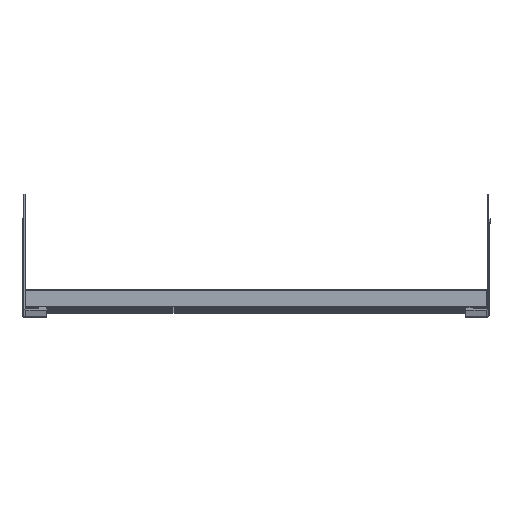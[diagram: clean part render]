
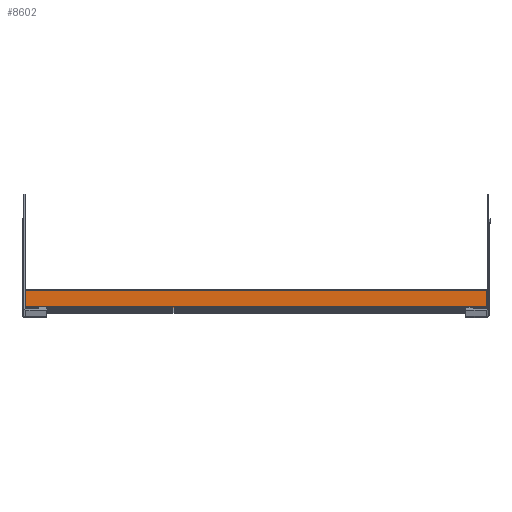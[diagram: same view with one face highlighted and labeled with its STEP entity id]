
A CAD part, top view. The second image highlights one B-rep face of the part: STEP entity #8602.
In plain terms, the highlighted planar face has unit normal (0, 0, 1).
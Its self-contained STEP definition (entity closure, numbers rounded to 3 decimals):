
#1255 = CARTESIAN_POINT ( 'NONE',  ( 1., -19.309, 1377.21 ) ) ;
#1269 = DIRECTION ( 'NONE',  ( -1., 0., 0. ) ) ;
#1280 = CARTESIAN_POINT ( 'NONE',  ( -384.8, -19.309, 1377.21 ) ) ;
#1281 = DIRECTION ( 'NONE',  ( 0., 1., 0. ) ) ;
#1286 = CARTESIAN_POINT ( 'NONE',  ( 1., -18.709, 1377.21 ) ) ;
#1287 = DIRECTION ( 'NONE',  ( 1., 0., 0. ) ) ;
#1292 = CARTESIAN_POINT ( 'NONE',  ( 1., -19.309, 1377.21 ) ) ;
#1293 = DIRECTION ( 'NONE',  ( -1., 0., 0. ) ) ;
#1294 = CARTESIAN_POINT ( 'NONE',  ( -378., -19.309, 1377.21 ) ) ;
#1296 = DIRECTION ( 'NONE',  ( 0., -1., 0. ) ) ;
#1896 = FACE_OUTER_BOUND ( 'NONE', #9189, .T. ) ;
#3317 = EDGE_CURVE ( 'NONE', #6291, #6298, #9760, .T. ) ;
#3326 = EDGE_CURVE ( 'NONE', #6293, #6298, #9772, .T. ) ;
#3335 = EDGE_CURVE ( 'NONE', #6300, #6301, #9796, .T. ) ;
#3341 = EDGE_CURVE ( 'NONE', #6293, #6300, #9808, .T. ) ;
#3347 = EDGE_CURVE ( 'NONE', #6283, #6301, #9814, .T. ) ;
#3559 = EDGE_CURVE ( 'NONE', #6289, #6283, #9900, .T. ) ;
#3565 = EDGE_CURVE ( 'NONE', #6289, #6294, #9916, .T. ) ;
#3568 = EDGE_CURVE ( 'NONE', #6294, #6295, #9922, .T. ) ;
#3571 = EDGE_CURVE ( 'NONE', #6291, #6296, #9928, .T. ) ;
#3572 = EDGE_CURVE ( 'NONE', #6295, #6296, #9930, .T. ) ;
#4546 = CARTESIAN_POINT ( 'NONE',  ( -396., -19.309, 1377.21 ) ) ;
#4552 = CARTESIAN_POINT ( 'NONE',  ( -384.8, -19.309, 1377.21 ) ) ;
#4554 = CARTESIAN_POINT ( 'NONE',  ( -17.3, -19.309, 1377.21 ) ) ;
#4556 = CARTESIAN_POINT ( 'NONE',  ( 1., -19.309, 1377.21 ) ) ;
#4557 = CARTESIAN_POINT ( 'NONE',  ( -384.8, -18.709, 1377.21 ) ) ;
#4558 = CARTESIAN_POINT ( 'NONE',  ( -378., -18.709, 1377.21 ) ) ;
#4559 = CARTESIAN_POINT ( 'NONE',  ( -378., -19.309, 1377.21 ) ) ;
#4561 = CARTESIAN_POINT ( 'NONE',  ( -10.5, -19.309, 1377.21 ) ) ;
#4563 = CARTESIAN_POINT ( 'NONE',  ( 1., -3.309, 1377.21 ) ) ;
#4564 = CARTESIAN_POINT ( 'NONE',  ( -396., -3.309, 1377.21 ) ) ;
#4738 = ORIENTED_EDGE ( 'NONE', *, *, #3559, .F. ) ;
#4739 = ORIENTED_EDGE ( 'NONE', *, *, #3565, .T. ) ;
#4740 = ORIENTED_EDGE ( 'NONE', *, *, #3568, .T. ) ;
#4741 = ORIENTED_EDGE ( 'NONE', *, *, #3572, .T. ) ;
#4742 = ORIENTED_EDGE ( 'NONE', *, *, #3571, .F. ) ;
#4743 = ORIENTED_EDGE ( 'NONE', *, *, #3317, .T. ) ;
#4744 = ORIENTED_EDGE ( 'NONE', *, *, #3326, .F. ) ;
#4745 = ORIENTED_EDGE ( 'NONE', *, *, #3341, .T. ) ;
#4746 = ORIENTED_EDGE ( 'NONE', *, *, #3335, .T. ) ;
#4747 = ORIENTED_EDGE ( 'NONE', *, *, #3347, .F. ) ;
#5245 = CARTESIAN_POINT ( 'NONE',  ( 1., -19.309, 1377.21 ) ) ;
#5247 = DIRECTION ( 'NONE',  ( 1., 0., 0. ) ) ;
#5254 = CARTESIAN_POINT ( 'NONE',  ( 1., -19.309, 1377.21 ) ) ;
#5264 = DIRECTION ( 'NONE',  ( -1., 0., 0. ) ) ;
#5272 = CARTESIAN_POINT ( 'NONE',  ( -396., -19.309, 1377.21 ) ) ;
#5281 = CARTESIAN_POINT ( 'NONE',  ( 1., -3.309, 1377.21 ) ) ;
#5282 = DIRECTION ( 'NONE',  ( -1., 0., 0. ) ) ;
#5293 = CARTESIAN_POINT ( 'NONE',  ( 1., -19.309, 1377.21 ) ) ;
#5294 = DIRECTION ( 'NONE',  ( 0., 1., 0. ) ) ;
#5306 = DIRECTION ( 'NONE',  ( 0., 1., 0. ) ) ;
#6283 = VERTEX_POINT ( 'NONE', #4546 ) ;
#6289 = VERTEX_POINT ( 'NONE', #4552 ) ;
#6291 = VERTEX_POINT ( 'NONE', #4554 ) ;
#6293 = VERTEX_POINT ( 'NONE', #4556 ) ;
#6294 = VERTEX_POINT ( 'NONE', #4557 ) ;
#6295 = VERTEX_POINT ( 'NONE', #4558 ) ;
#6296 = VERTEX_POINT ( 'NONE', #4559 ) ;
#6298 = VERTEX_POINT ( 'NONE', #4561 ) ;
#6300 = VERTEX_POINT ( 'NONE', #4563 ) ;
#6301 = VERTEX_POINT ( 'NONE', #4564 ) ;
#6468 = AXIS2_PLACEMENT_3D ( 'NONE', #6706, #6715, #6716 ) ;
#6706 = CARTESIAN_POINT ( 'NONE',  ( 1., -19.309, 1377.21 ) ) ;
#6713 = PLANE ( 'NONE',  #6468 ) ;
#6715 = DIRECTION ( 'NONE',  ( 0., 0., 1. ) ) ;
#6716 = DIRECTION ( 'NONE',  ( 0., -1., 0. ) ) ;
#8602 = ADVANCED_FACE ( 'NONE', ( #1896 ), #6713, .T. ) ;
#9189 = EDGE_LOOP ( 'NONE', ( #4738, #4739, #4740, #4741, #4742, #4743, #4744, #4745, #4746, #4747 ) ) ;
#9760 = LINE ( 'NONE', #5245, #9763 ) ;
#9763 = VECTOR ( 'NONE', #5247, 1000. ) ;
#9772 = LINE ( 'NONE', #5254, #9781 ) ;
#9781 = VECTOR ( 'NONE', #5264, 1000. ) ;
#9796 = LINE ( 'NONE', #5281, #9799 ) ;
#9799 = VECTOR ( 'NONE', #5282, 1000. ) ;
#9808 = LINE ( 'NONE', #5293, #9811 ) ;
#9811 = VECTOR ( 'NONE', #5294, 1000. ) ;
#9814 = LINE ( 'NONE', #5272, #9823 ) ;
#9823 = VECTOR ( 'NONE', #5306, 1000. ) ;
#9900 = LINE ( 'NONE', #1255, #9907 ) ;
#9907 = VECTOR ( 'NONE', #1269, 1000. ) ;
#9916 = LINE ( 'NONE', #1280, #9919 ) ;
#9919 = VECTOR ( 'NONE', #1281, 1000. ) ;
#9922 = LINE ( 'NONE', #1286, #9925 ) ;
#9925 = VECTOR ( 'NONE', #1287, 1000. ) ;
#9928 = LINE ( 'NONE', #1292, #9931 ) ;
#9930 = LINE ( 'NONE', #1294, #9933 ) ;
#9931 = VECTOR ( 'NONE', #1293, 1000. ) ;
#9933 = VECTOR ( 'NONE', #1296, 1000. ) ;
